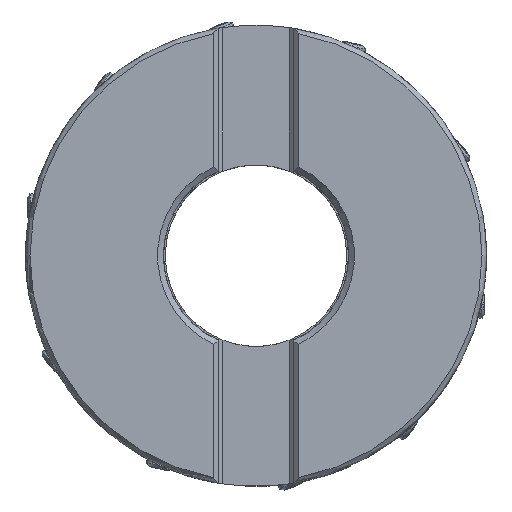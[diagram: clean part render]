
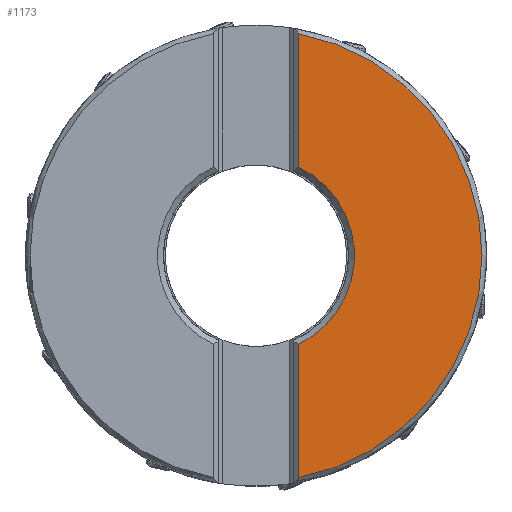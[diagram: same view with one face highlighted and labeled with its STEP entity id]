
A CAD part, top view. The second image highlights one B-rep face of the part: STEP entity #1173.
In plain terms, the highlighted planar face has unit normal (0, 0, 1).
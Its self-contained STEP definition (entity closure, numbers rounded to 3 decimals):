
#542=PLANE('',#16795);
#1173=ADVANCED_FACE('',(#2365),#542,.T.);
#2365=FACE_OUTER_BOUND('',#3213,.T.);
#3213=EDGE_LOOP('',(#8734,#8735,#8736,#8737,#8738));
#4769=LINE('',#31779,#5503);
#4770=LINE('',#31783,#5504);
#5503=VECTOR('',#20147,1.);
#5504=VECTOR('',#20150,1.);
#8734=ORIENTED_EDGE('',*,*,#13715,.F.);
#8735=ORIENTED_EDGE('',*,*,#13716,.F.);
#8736=ORIENTED_EDGE('',*,*,#13717,.F.);
#8737=ORIENTED_EDGE('',*,*,#13714,.F.);
#8738=ORIENTED_EDGE('',*,*,#13713,.F.);
#11621=VERTEX_POINT('',#31757);
#11623=VERTEX_POINT('',#31774);
#11624=VERTEX_POINT('',#31776);
#11625=VERTEX_POINT('',#31780);
#11626=VERTEX_POINT('',#31782);
#13713=EDGE_CURVE('',#11623,#11624,#15085,.T.);
#13714=EDGE_CURVE('',#11624,#11621,#15086,.T.);
#13715=EDGE_CURVE('',#11625,#11623,#4769,.T.);
#13716=EDGE_CURVE('',#11626,#11625,#15087,.T.);
#13717=EDGE_CURVE('',#11621,#11626,#4770,.T.);
#15085=CIRCLE('',#16791,47.439);
#15086=CIRCLE('',#16792,47.439);
#15087=CIRCLE('',#16794,20.65);
#16791=AXIS2_PLACEMENT_3D('',#31775,#20141,#20142);
#16792=AXIS2_PLACEMENT_3D('',#31777,#20143,#20144);
#16794=AXIS2_PLACEMENT_3D('',#31781,#20148,#20149);
#16795=AXIS2_PLACEMENT_3D('',#31784,#20151,#20152);
#20141=DIRECTION('',(0.,0.,-1.));
#20142=DIRECTION('',(0.188,0.982,0.));
#20143=DIRECTION('',(0.,0.,-1.));
#20144=DIRECTION('',(1.,0.,0.));
#20147=DIRECTION('',(0.,1.,0.));
#20148=DIRECTION('',(0.,0.,1.));
#20149=DIRECTION('',(0.433,-0.901,0.));
#20150=DIRECTION('',(0.,1.,0.));
#20151=DIRECTION('',(0.,0.,1.));
#20152=DIRECTION('',(0.,-1.,0.));
#31757=CARTESIAN_POINT('',(8.937,-46.589,0.));
#31774=CARTESIAN_POINT('',(8.937,46.589,0.));
#31775=CARTESIAN_POINT('',(0.,0.,0.));
#31776=CARTESIAN_POINT('',(47.439,-0.021,0.));
#31777=CARTESIAN_POINT('',(0.,0.,0.));
#31779=CARTESIAN_POINT('',(8.937,18.616,0.));
#31780=CARTESIAN_POINT('',(8.938,18.616,0.));
#31781=CARTESIAN_POINT('',(0.,0.,0.));
#31782=CARTESIAN_POINT('',(8.938,-18.616,0.));
#31783=CARTESIAN_POINT('',(8.938,-46.589,0.));
#31784=CARTESIAN_POINT('',(28.188,0.,0.));
